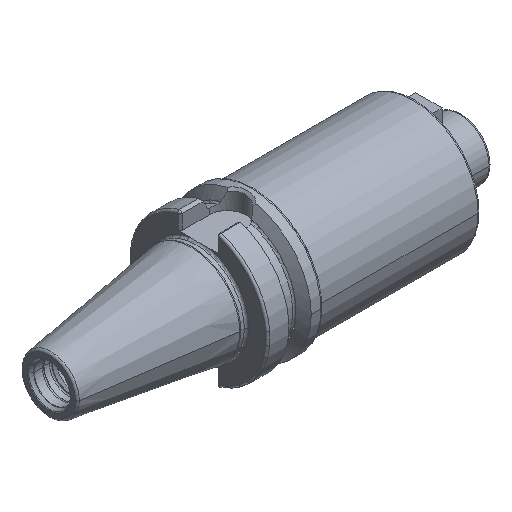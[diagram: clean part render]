
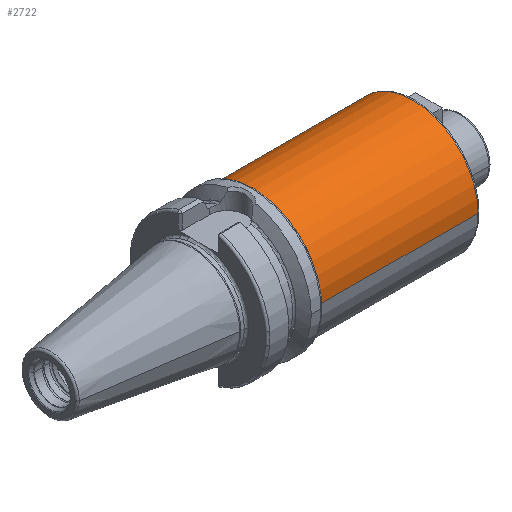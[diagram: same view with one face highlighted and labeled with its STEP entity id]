
A CAD part, isometric view. The second image highlights one B-rep face of the part: STEP entity #2722.
In plain terms, the highlighted cylindrical face has radius 29.5 mm (diameter 59 mm), a partial arc.
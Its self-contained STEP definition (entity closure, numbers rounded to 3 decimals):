
#846=DIRECTION('',(-1.,0.,0.));
#847=VECTOR('',#846,71.);
#848=CARTESIAN_POINT('',(99.,-29.5,0.));
#849=LINE('',#848,#847);
#855=DIRECTION('',(-1.,0.,0.));
#856=VECTOR('',#855,71.);
#857=CARTESIAN_POINT('',(99.,29.5,0.));
#858=LINE('',#857,#856);
#864=CARTESIAN_POINT('',(28.,0.,0.));
#865=DIRECTION('',(1.,0.,0.));
#866=DIRECTION('',(0.,1.,0.));
#867=AXIS2_PLACEMENT_3D('',#864,#865,#866);
#869=CARTESIAN_POINT('',(99.,0.,0.));
#870=DIRECTION('',(-1.,0.,0.));
#871=DIRECTION('',(0.,-1.,0.));
#872=AXIS2_PLACEMENT_3D('',#869,#870,#871);
#1513=CARTESIAN_POINT('',(99.,-29.5,0.));
#1514=CARTESIAN_POINT('',(28.,-29.5,0.));
#1515=VERTEX_POINT('',#1513);
#1516=VERTEX_POINT('',#1514);
#1517=CARTESIAN_POINT('',(99.,29.5,0.));
#1518=CARTESIAN_POINT('',(28.,29.5,0.));
#1519=VERTEX_POINT('',#1517);
#1520=VERTEX_POINT('',#1518);
#2710=CARTESIAN_POINT('',(22.3,0.,0.));
#2711=DIRECTION('',(1.,0.,0.));
#2712=DIRECTION('',(0.,-1.,0.));
#2713=AXIS2_PLACEMENT_3D('',#2710,#2711,#2712);
#2714=CYLINDRICAL_SURFACE('',#2713,29.5);
#2715=ORIENTED_EDGE('',*,*,#2700,.T.);
#2716=ORIENTED_EDGE('',*,*,#2662,.F.);
#2717=ORIENTED_EDGE('',*,*,#2704,.F.);
#2719=ORIENTED_EDGE('',*,*,#2718,.F.);
#2720=EDGE_LOOP('',(#2715,#2716,#2717,#2719));
#2721=FACE_OUTER_BOUND('',#2720,.F.);
#2722=ADVANCED_FACE('',(#2721),#2714,.T.);
#868=CIRCLE('',#867,29.5);
#873=CIRCLE('',#872,29.5);
#2662=EDGE_CURVE('',#1520,#1516,#868,.T.);
#2700=EDGE_CURVE('',#1515,#1516,#849,.T.);
#2704=EDGE_CURVE('',#1519,#1520,#858,.T.);
#2718=EDGE_CURVE('',#1515,#1519,#873,.T.);
